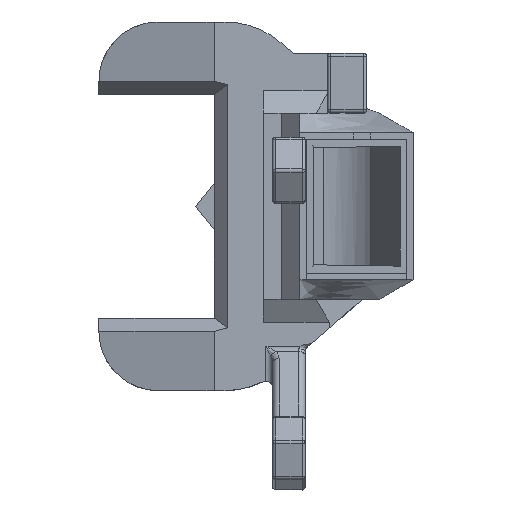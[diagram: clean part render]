
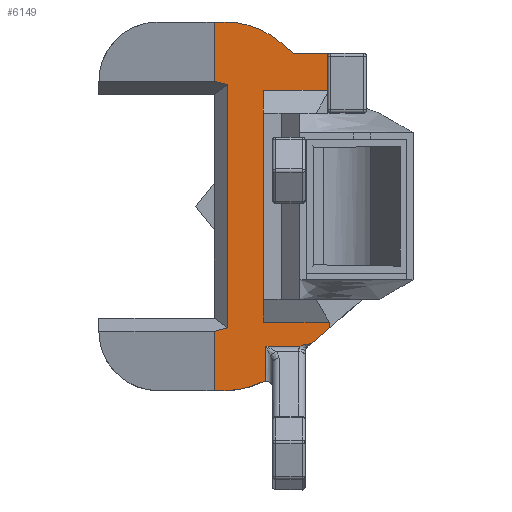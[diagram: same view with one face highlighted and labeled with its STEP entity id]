
A CAD part, top view. The second image highlights one B-rep face of the part: STEP entity #6149.
In plain terms, the highlighted planar face has unit normal (0, 0, 1).
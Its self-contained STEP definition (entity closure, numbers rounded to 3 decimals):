
#79=B_SPLINE_CURVE_WITH_KNOTS('',3,(#9760,#9761,#9762,#9763,#9764,#9765,
#9766,#9767,#9768,#9769),.UNSPECIFIED.,.F.,.F.,(4,2,2,2,4),(0.218,
0.229,0.333,0.449,0.45),
 .UNSPECIFIED.);
#149=CIRCLE('',#6436,0.5);
#228=CIRCLE('',#6616,1.);
#254=CIRCLE('',#6681,13.);
#255=CIRCLE('',#6682,13.);
#639=FACE_OUTER_BOUND('',#990,.T.);
#990=EDGE_LOOP('',(#4857,#4858,#4859,#4860,#4861,#4862,#4863,#4864,#4865,
#4866,#4867,#4868,#4869,#4870,#4871,#4872,#4873,#4874,#4875,#4876,#4877,
#4878));
#1333=LINE('',#9200,#1969);
#1338=LINE('',#9220,#1974);
#1452=LINE('',#9942,#2088);
#1458=LINE('',#10026,#2094);
#1469=LINE('',#10049,#2105);
#1506=LINE('',#10161,#2142);
#1519=LINE('',#10231,#2155);
#1524=LINE('',#10241,#2160);
#1525=LINE('',#10243,#2161);
#1526=LINE('',#10244,#2162);
#1527=LINE('',#10248,#2163);
#1528=LINE('',#10250,#2164);
#1529=LINE('',#10252,#2165);
#1530=LINE('',#10254,#2166);
#1531=LINE('',#10256,#2167);
#1532=LINE('',#10258,#2168);
#1533=LINE('',#10260,#2169);
#1969=VECTOR('',#7305,10.);
#1974=VECTOR('',#7318,10.);
#2088=VECTOR('',#7780,10.);
#2094=VECTOR('',#7806,10.);
#2105=VECTOR('',#7825,10.);
#2142=VECTOR('',#7904,10.);
#2155=VECTOR('',#7955,10.);
#2160=VECTOR('',#7962,10.);
#2161=VECTOR('',#7963,10.);
#2162=VECTOR('',#7964,10.);
#2163=VECTOR('',#7967,10.);
#2164=VECTOR('',#7968,10.);
#2165=VECTOR('',#7969,10.);
#2166=VECTOR('',#7970,10.);
#2167=VECTOR('',#7971,10.);
#2168=VECTOR('',#7972,10.);
#2169=VECTOR('',#7973,10.);
#2612=VERTEX_POINT('',#9168);
#2613=VERTEX_POINT('',#9169);
#2619=VERTEX_POINT('',#9199);
#2626=VERTEX_POINT('',#9219);
#2745=VERTEX_POINT('',#9758);
#2746=VERTEX_POINT('',#9759);
#2755=VERTEX_POINT('',#9882);
#2756=VERTEX_POINT('',#9884);
#2761=VERTEX_POINT('',#9938);
#2773=VERTEX_POINT('',#10047);
#2821=VERTEX_POINT('',#10159);
#2835=VERTEX_POINT('',#10230);
#2839=VERTEX_POINT('',#10240);
#2840=VERTEX_POINT('',#10242);
#2841=VERTEX_POINT('',#10245);
#2842=VERTEX_POINT('',#10247);
#2843=VERTEX_POINT('',#10249);
#2844=VERTEX_POINT('',#10251);
#2845=VERTEX_POINT('',#10253);
#2846=VERTEX_POINT('',#10255);
#2847=VERTEX_POINT('',#10257);
#2848=VERTEX_POINT('',#10259);
#3232=EDGE_CURVE('',#2612,#2613,#149,.F.);
#3249=EDGE_CURVE('',#2613,#2619,#1333,.T.);
#3257=EDGE_CURVE('',#2612,#2626,#1338,.T.);
#3454=EDGE_CURVE('',#2745,#2746,#79,.T.);
#3472=EDGE_CURVE('',#2755,#2756,#228,.T.);
#3482=EDGE_CURVE('',#2746,#2761,#1452,.T.);
#3495=EDGE_CURVE('',#2761,#2755,#1458,.T.);
#3506=EDGE_CURVE('',#2745,#2773,#1469,.T.);
#3560=EDGE_CURVE('',#2626,#2821,#1506,.T.);
#3584=EDGE_CURVE('',#2619,#2835,#1519,.T.);
#3589=EDGE_CURVE('',#2839,#2773,#1524,.T.);
#3590=EDGE_CURVE('',#2840,#2839,#1525,.T.);
#3591=EDGE_CURVE('',#2840,#2835,#1526,.T.);
#3592=EDGE_CURVE('',#2841,#2821,#254,.T.);
#3593=EDGE_CURVE('',#2842,#2841,#1527,.T.);
#3594=EDGE_CURVE('',#2842,#2843,#1528,.T.);
#3595=EDGE_CURVE('',#2844,#2843,#1529,.T.);
#3596=EDGE_CURVE('',#2845,#2844,#1530,.T.);
#3597=EDGE_CURVE('',#2846,#2845,#1531,.T.);
#3598=EDGE_CURVE('',#2846,#2847,#1532,.T.);
#3599=EDGE_CURVE('',#2848,#2847,#1533,.T.);
#3600=EDGE_CURVE('',#2756,#2848,#255,.T.);
#4857=ORIENTED_EDGE('',*,*,#3454,.F.);
#4858=ORIENTED_EDGE('',*,*,#3506,.T.);
#4859=ORIENTED_EDGE('',*,*,#3589,.F.);
#4860=ORIENTED_EDGE('',*,*,#3590,.F.);
#4861=ORIENTED_EDGE('',*,*,#3591,.T.);
#4862=ORIENTED_EDGE('',*,*,#3584,.F.);
#4863=ORIENTED_EDGE('',*,*,#3249,.F.);
#4864=ORIENTED_EDGE('',*,*,#3232,.F.);
#4865=ORIENTED_EDGE('',*,*,#3257,.T.);
#4866=ORIENTED_EDGE('',*,*,#3560,.T.);
#4867=ORIENTED_EDGE('',*,*,#3592,.F.);
#4868=ORIENTED_EDGE('',*,*,#3593,.F.);
#4869=ORIENTED_EDGE('',*,*,#3594,.T.);
#4870=ORIENTED_EDGE('',*,*,#3595,.F.);
#4871=ORIENTED_EDGE('',*,*,#3596,.F.);
#4872=ORIENTED_EDGE('',*,*,#3597,.F.);
#4873=ORIENTED_EDGE('',*,*,#3598,.T.);
#4874=ORIENTED_EDGE('',*,*,#3599,.F.);
#4875=ORIENTED_EDGE('',*,*,#3600,.F.);
#4876=ORIENTED_EDGE('',*,*,#3472,.F.);
#4877=ORIENTED_EDGE('',*,*,#3495,.F.);
#4878=ORIENTED_EDGE('',*,*,#3482,.F.);
#5856=PLANE('',#6680);
#6149=ADVANCED_FACE('',(#639),#5856,.T.);
#6436=AXIS2_PLACEMENT_3D('',#9170,#7269,#7270);
#6616=AXIS2_PLACEMENT_3D('',#9885,#7758,#7759);
#6680=AXIS2_PLACEMENT_3D('',#10239,#7960,#7961);
#6681=AXIS2_PLACEMENT_3D('',#10246,#7965,#7966);
#6682=AXIS2_PLACEMENT_3D('',#10261,#7974,#7975);
#7269=DIRECTION('center_axis',(0.,0.,
-1.));
#7270=DIRECTION('ref_axis',(-0.707,0.707,0.));
#7305=DIRECTION('',(0.,-1.,0.));
#7318=DIRECTION('',(-1.,0.,0.));
#7758=DIRECTION('center_axis',(0.,0.,
1.));
#7759=DIRECTION('ref_axis',(0.527,0.85,0.));
#7780=DIRECTION('',(-1.,0.,0.));
#7806=DIRECTION('',(0.,-1.,0.));
#7825=DIRECTION('',(0.756,0.654,0.));
#7904=DIRECTION('',(-0.756,0.654,0.));
#7955=DIRECTION('',(-1.,0.,0.));
#7960=DIRECTION('center_axis',(0.,0.,
1.));
#7961=DIRECTION('ref_axis',(1.,0.,0.));
#7962=DIRECTION('',(0.,-1.,0.));
#7963=DIRECTION('',(1.,0.,0.));
#7964=DIRECTION('',(0.,1.,0.));
#7965=DIRECTION('center_axis',(0.,0.,
-1.));
#7966=DIRECTION('ref_axis',(0.349,0.937,0.));
#7967=DIRECTION('',(1.,0.,0.));
#7968=DIRECTION('',(0.,-1.,0.));
#7969=DIRECTION('',(-0.968,0.251,0.));
#7970=DIRECTION('',(0.,1.,0.));
#7971=DIRECTION('',(0.968,0.251,0.));
#7972=DIRECTION('',(0.,-1.,0.));
#7973=DIRECTION('',(-1.,0.,0.));
#7974=DIRECTION('center_axis',(0.,0.,
-1.));
#7975=DIRECTION('ref_axis',(0.349,-0.937,0.));
#9168=CARTESIAN_POINT('',(10.2,51.208,-10.));
#9169=CARTESIAN_POINT('',(9.7,50.708,-10.));
#9170=CARTESIAN_POINT('Origin',(10.2,50.708,-10.));
#9199=CARTESIAN_POINT('',(9.7,45.61,-10.));
#9200=CARTESIAN_POINT('',(9.7,48.973,-10.));
#9219=CARTESIAN_POINT('',(4.536,51.208,-10.));
#9220=CARTESIAN_POINT('',(9.7,51.208,-10.));
#9758=CARTESIAN_POINT('',(7.226,7.121,-10.));
#9759=CARTESIAN_POINT('',(5.539,6.722,-10.));
#9760=CARTESIAN_POINT('Ctrl Pts',(7.226,7.121,-10.));
#9761=CARTESIAN_POINT('Ctrl Pts',(7.194,7.119,-10.));
#9762=CARTESIAN_POINT('Ctrl Pts',(7.163,7.118,-10.));
#9763=CARTESIAN_POINT('Ctrl Pts',(6.841,7.097,-10.));
#9764=CARTESIAN_POINT('Ctrl Pts',(6.573,7.048,-10.));
#9765=CARTESIAN_POINT('Ctrl Pts',(6.136,6.947,-10.));
#9766=CARTESIAN_POINT('Ctrl Pts',(5.824,6.86,-10.));
#9767=CARTESIAN_POINT('Ctrl Pts',(5.544,6.724,-10.));
#9768=CARTESIAN_POINT('Ctrl Pts',(5.541,6.723,-10.));
#9769=CARTESIAN_POINT('Ctrl Pts',(5.539,6.722,-10.));
#9882=CARTESIAN_POINT('',(0.373,1.457,-10.));
#9884=CARTESIAN_POINT('',(-0.071,1.353,-10.));
#9885=CARTESIAN_POINT('Origin',(0.373,0.457,-10.));
#9938=CARTESIAN_POINT('',(0.373,6.722,-10.));
#9942=CARTESIAN_POINT('',(-0.563,6.722,-10.));
#10026=CARTESIAN_POINT('',(0.373,11.138,-10.));
#10047=CARTESIAN_POINT('',(10.,9.522,-10.));
#10049=CARTESIAN_POINT('',(11.328,10.671,-10.));
#10159=CARTESIAN_POINT('',(2.663,52.829,-10.));
#10161=CARTESIAN_POINT('',(3.328,52.254,-10.));
#10230=CARTESIAN_POINT('',(0.,45.61,-10.));
#10231=CARTESIAN_POINT('',(1.885,45.61,-10.));
#10239=CARTESIAN_POINT('Origin',(-7.5,25.,-10.));
#10240=CARTESIAN_POINT('',(10.,10.39,-10.));
#10241=CARTESIAN_POINT('',(10.,25.,-10.));
#10242=CARTESIAN_POINT('',(0.,10.39,-10.));
#10243=CARTESIAN_POINT('',(1.885,10.39,-10.));
#10244=CARTESIAN_POINT('',(0.,25.,-10.));
#10245=CARTESIAN_POINT('',(-5.845,56.,-10.));
#10246=CARTESIAN_POINT('Origin',(-5.845,43.,-10.));
#10247=CARTESIAN_POINT('',(-7.5,56.,-10.));
#10248=CARTESIAN_POINT('',(15.,56.,-10.));
#10249=CARTESIAN_POINT('',(-7.5,47.,-10.));
#10250=CARTESIAN_POINT('',(-7.5,31.,-10.));
#10251=CARTESIAN_POINT('',(-5.43,46.463,-10.));
#10252=CARTESIAN_POINT('',(-9.999,47.648,-10.));
#10253=CARTESIAN_POINT('',(-5.43,9.537,-10.));
#10254=CARTESIAN_POINT('',(-5.43,25.,-10.));
#10255=CARTESIAN_POINT('',(-7.5,9.,-10.));
#10256=CARTESIAN_POINT('',(-13.822,7.36,-10.));
#10257=CARTESIAN_POINT('',(-7.5,0.,-10.));
#10258=CARTESIAN_POINT('',(-7.5,25.,-10.));
#10259=CARTESIAN_POINT('',(-5.845,0.,-10.));
#10260=CARTESIAN_POINT('',(15.,0.,-10.));
#10261=CARTESIAN_POINT('Origin',(-5.845,13.,-10.));
